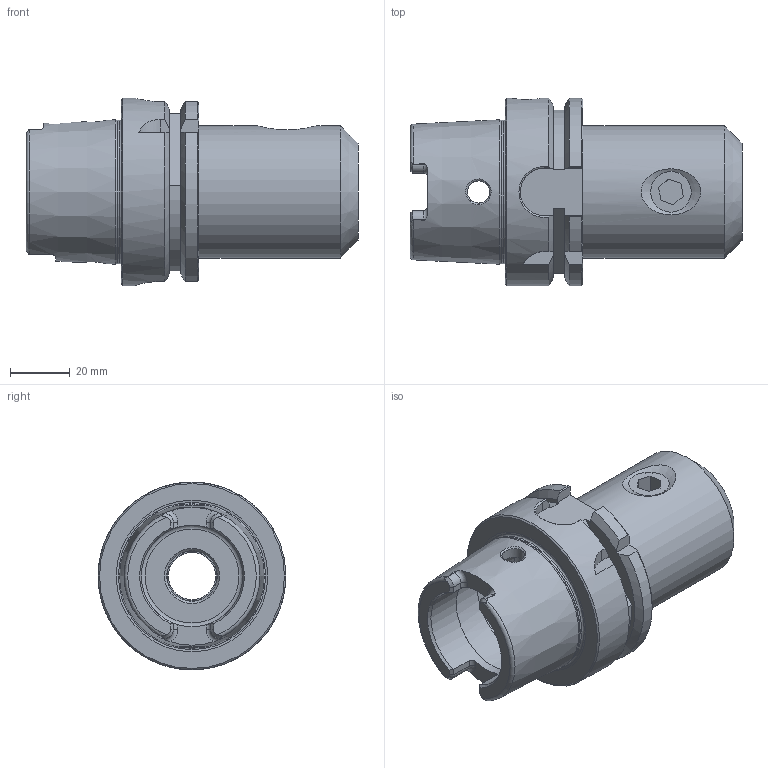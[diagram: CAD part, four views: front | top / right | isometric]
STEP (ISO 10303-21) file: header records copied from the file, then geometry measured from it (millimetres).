
FILE_DESCRIPTION((''),'2;1');
FILE_NAME('H63-62EM3.stp','2014-08-26T13:53:45',('kaykin'),(''),'Autodesk Inventor 2012','Autodesk Inventor 2012','');
FILE_SCHEMA(('AUTOMOTIVE_DESIGN { 1 0 10303 214 1 1 1 1 }'));
Length unit declared in the file: inch
Products named in the file (3): H63-62EM3; H63-62EM3-1; 029-918
Assembly tree (2 placements, depth 2):
  H63-62EM3
    H63-62EM3-1
    029-918
Bounding box: 111.38 x 63 x 63 mm (x, y, z)
Volume: 149589.2 mm3; surface area: 33218.8 mm2
Topology: 2 solids, 2 shells, 146 faces, 376 edges, 238 vertices
Faces by surface type: plane 61, cylinder 36, cone 26, torus 12, bspline 11
Full cylindrical faces by diameter (mm): 7.5 x2, 10 x1, 12.751 x1, 14.288 x1, 15.875 x1, 16.764 x1, 16.916 x1, 19.016 x1, 34 x2, 40 x1, 44.45 x1, 48.041 x1, 63 x1
Entity records: 5198 total; most frequent: CARTESIAN_POINT 1809, ORIENTED_EDGE 660, DIRECTION 607, EDGE_CURVE 330, AXIS2_PLACEMENT_3D 242, VERTEX_POINT 225, EDGE_LOOP 191, FACE_OUTER_BOUND 146
